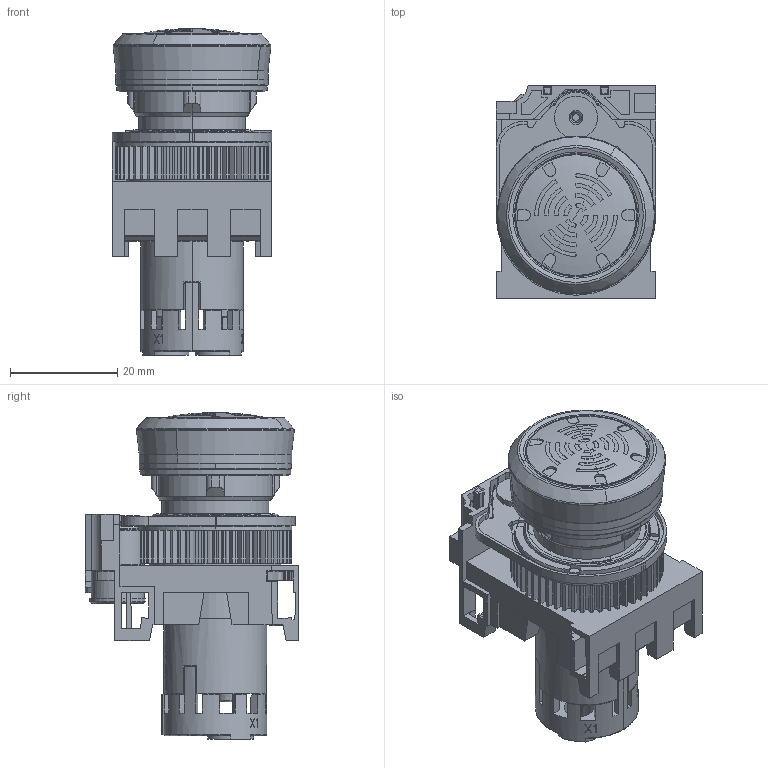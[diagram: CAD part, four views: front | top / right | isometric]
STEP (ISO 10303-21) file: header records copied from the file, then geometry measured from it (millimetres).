
FILE_DESCRIPTION(('STEP AP214'),'1');
FILE_NAME('cctmp_413EBC83-9E64-4420-8BAE-6E2F97F03C97_2025_10_07_17_53_02_0057..stp','2025-10-07T15:53:03',('SIEMENS A&D'),('CADClick - www.CADClick.com'),'Spatial InterOp 3D postprocessed',' ','unknown authorization');
FILE_SCHEMA(('AUTOMOTIVE_DESIGN'));
Length unit declared in the file: millimetre
Products named in the file (3): cc_unnamed; 0_1; 0
Assembly tree (2 placements, depth 2):
  cc_unnamed
    0_1
    0
Bounding box: 29.8 x 39.83 x 61 mm (x, y, z)
Volume: 29318.7 mm3; surface area: 19060.2 mm2
Topology: 2 solids, 3 shells, 2322 faces, 6559 edges, 4307 vertices
Faces by surface type: plane 1679, cylinder 532, cone 81, torus 30
Entity records: 83837 total; most frequent: CARTESIAN_POINT 14579, DIRECTION 13485, ORIENTED_EDGE 13110, EDGE_CURVE 6555, AXIS2_PLACEMENT_3D 4758, VERTEX_POINT 4307, LINE 3969, VECTOR 3969
